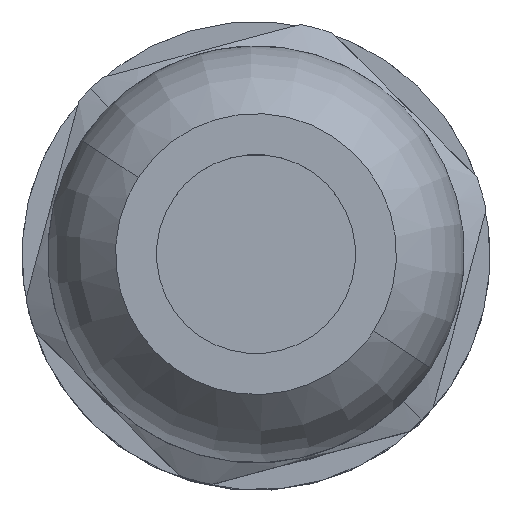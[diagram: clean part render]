
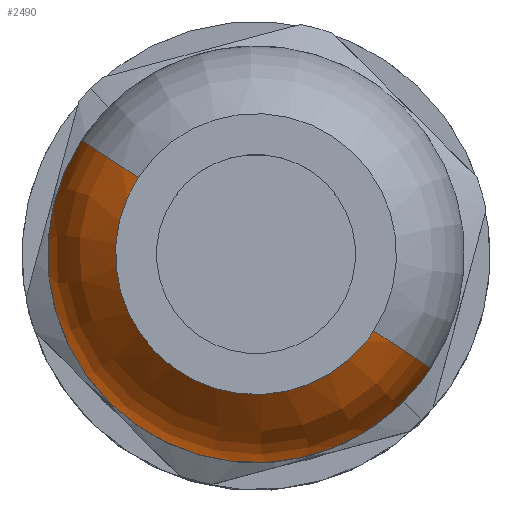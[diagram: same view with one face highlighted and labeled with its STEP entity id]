
A CAD part, top view. The second image highlights one B-rep face of the part: STEP entity #2490.
In plain terms, the highlighted toroidal (fillet/blend) face has major radius 1.6 mm and minor radius 7.3 mm.
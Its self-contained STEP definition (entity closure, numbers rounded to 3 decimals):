
#1644=CARTESIAN_POINT('',(-28.275,6.498,6.081));
#1645=VERTEX_POINT('',#1644);
#1646=CARTESIAN_POINT('',(-28.275,5.833,6.722));
#1647=VERTEX_POINT('',#1646);
#1648=CARTESIAN_POINT('',(-28.275,0.,0.));
#1649=DIRECTION('',(1.,0.,0.));
#1650=DIRECTION('',(-0.,0.819,-0.574));
#1651=AXIS2_PLACEMENT_3D('',#1648,#1649,#1650);
#1652=CIRCLE('',#1651,8.9);
#1653=EDGE_CURVE('',#1645,#1647,#1652,.T.);
#1655=CARTESIAN_POINT('',(-28.275,-7.29,5.105));
#1656=VERTEX_POINT('',#1655);
#1657=CARTESIAN_POINT('',(-28.275,0.,0.));
#1658=DIRECTION('',(1.,0.,0.));
#1659=DIRECTION('',(-0.,0.819,-0.574));
#1660=AXIS2_PLACEMENT_3D('',#1657,#1658,#1659);
#1661=CIRCLE('',#1660,8.9);
#1662=EDGE_CURVE('',#1647,#1656,#1661,.T.);
#2438=CARTESIAN_POINT('',(-28.275,0.,0.));
#2439=DIRECTION('',(1.,0.,0.));
#2440=DIRECTION('',(-0.,0.73,0.683));
#2441=AXIS2_PLACEMENT_3D('',#2438,#2439,#2440);
#2442=DEGENERATE_TOROIDAL_SURFACE('',#2441,1.6,7.3,.T.);
#2443=CARTESIAN_POINT('',(-34.1,4.381,4.1));
#2444=VERTEX_POINT('',#2443);
#2445=CARTESIAN_POINT('',(-34.1,3.932,4.532));
#2446=VERTEX_POINT('',#2445);
#2447=CARTESIAN_POINT('',(-34.1,-0.,0.));
#2448=DIRECTION('',(1.,0.,0.));
#2449=DIRECTION('',(-0.,0.819,-0.574));
#2450=AXIS2_PLACEMENT_3D('',#2447,#2448,#2449);
#2451=CIRCLE('',#2450,6.);
#2452=EDGE_CURVE('',#2444,#2446,#2451,.T.);
#2453=ORIENTED_EDGE('',*,*,#2452,.T.);
#2454=CARTESIAN_POINT('',(-34.1,-4.381,-4.1));
#2455=VERTEX_POINT('',#2454);
#2456=CARTESIAN_POINT('',(-34.1,-0.,0.));
#2457=DIRECTION('',(1.,0.,0.));
#2458=DIRECTION('',(-0.,0.819,-0.574));
#2459=AXIS2_PLACEMENT_3D('',#2456,#2457,#2458);
#2460=CIRCLE('',#2459,6.);
#2461=EDGE_CURVE('',#2446,#2455,#2460,.T.);
#2462=ORIENTED_EDGE('',*,*,#2461,.T.);
#2463=CARTESIAN_POINT('',(-28.275,-6.498,-6.081));
#2464=VERTEX_POINT('',#2463);
#2465=CARTESIAN_POINT('',(-28.275,-1.168,-1.093));
#2466=DIRECTION('',(-0.,0.683,-0.73));
#2467=DIRECTION('',(0.,-0.73,-0.683));
#2468=AXIS2_PLACEMENT_3D('',#2465,#2466,#2467);
#2469=CIRCLE('',#2468,7.3);
#2470=EDGE_CURVE('',#2464,#2455,#2469,.T.);
#2471=ORIENTED_EDGE('',*,*,#2470,.F.);
#2472=CARTESIAN_POINT('',(-28.275,0.,0.));
#2473=DIRECTION('',(1.,0.,0.));
#2474=DIRECTION('',(-0.,0.819,-0.574));
#2475=AXIS2_PLACEMENT_3D('',#2472,#2473,#2474);
#2476=CIRCLE('',#2475,8.9);
#2477=EDGE_CURVE('',#1656,#2464,#2476,.T.);
#2478=ORIENTED_EDGE('',*,*,#2477,.F.);
#2479=ORIENTED_EDGE('',*,*,#1662,.F.);
#2480=ORIENTED_EDGE('',*,*,#1653,.F.);
#2481=CARTESIAN_POINT('',(-28.275,1.168,1.093));
#2482=DIRECTION('',(0.,-0.683,0.73));
#2483=DIRECTION('',(-0.,0.73,0.683));
#2484=AXIS2_PLACEMENT_3D('',#2481,#2482,#2483);
#2485=CIRCLE('',#2484,7.3);
#2486=EDGE_CURVE('',#1645,#2444,#2485,.T.);
#2487=ORIENTED_EDGE('',*,*,#2486,.T.);
#2488=EDGE_LOOP('',(#2453,#2462,#2471,#2478,#2479,#2480,#2487));
#2489=FACE_BOUND('',#2488,.T.);
#2490=ADVANCED_FACE('',(#2489),#2442,.T.);
